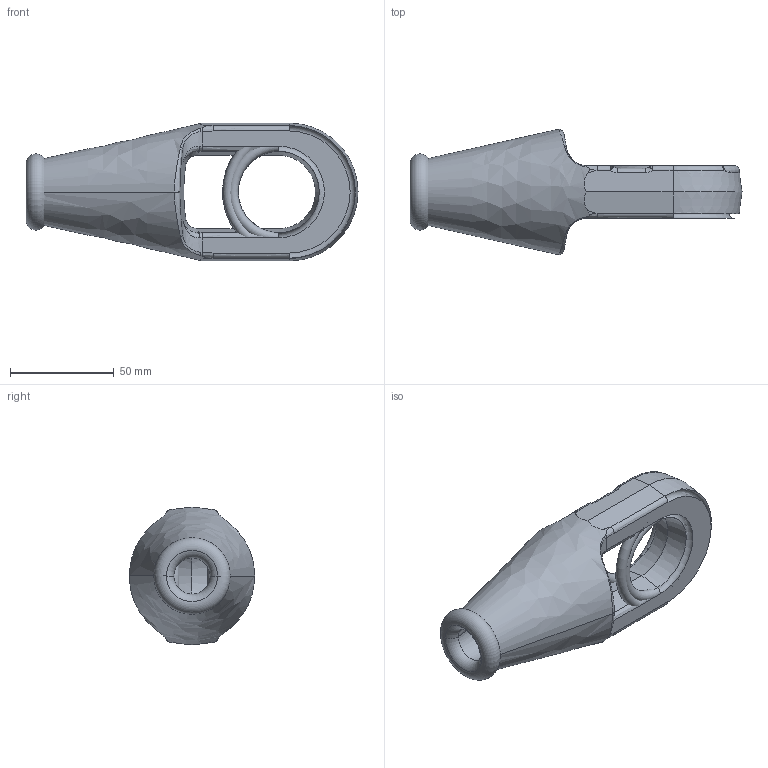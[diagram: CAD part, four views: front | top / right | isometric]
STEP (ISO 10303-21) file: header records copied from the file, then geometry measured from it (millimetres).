
FILE_DESCRIPTION((''),'2;1');
FILE_NAME('CROSBY_417_062_10399591039968','2011-08-31T',('Alan Doughty'),('The Crosby Group LLC'),'PRO/ENGINEER BY PARAMETRIC TECHNOLOGY CORPORATION, 2010230','PRO/ENGINEER BY PARAMETRIC TECHNOLOGY CORPORATION, 2010230','');
FILE_SCHEMA(('CONFIG_CONTROL_DESIGN'));
Length unit declared in the file: inch
Products named in the file (1): CROSBY_417_062_10399591039968
Bounding box: 160.31 x 60.44 x 66.55 mm (x, y, z)
Surface area: 57225.5 mm2 (no closed solid volume)
Topology: 0 solids, 0 shells, 307 faces, 1572 edges, 1548 vertices
Faces by surface type: bspline 281, torus 14, sphere 12
Entity records: 26836 total; most frequent: CARTESIAN_POINT 13852, DIRECTION 1851, TRIMMED_CURVE 1675, VECTOR 1551, LINE 1551, DEFINITIONAL_REPRESENTATION 1512, PCURVE 1512, COMPOSITE_CURVE_SEGMENT 1512
